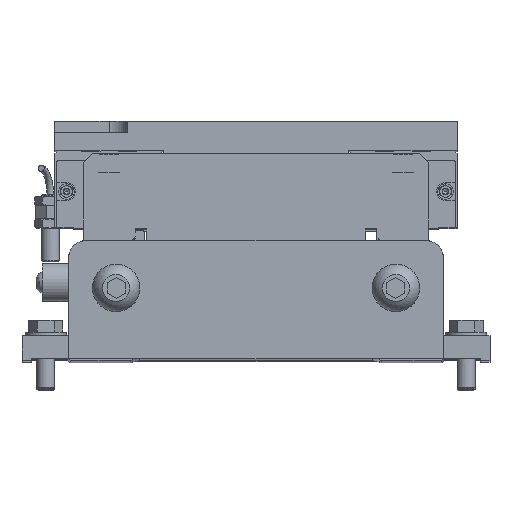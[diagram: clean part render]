
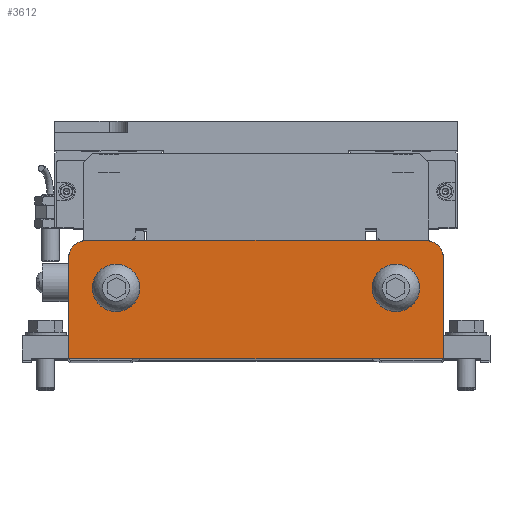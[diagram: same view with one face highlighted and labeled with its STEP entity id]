
A CAD part, top view. The second image highlights one B-rep face of the part: STEP entity #3612.
In plain terms, the highlighted planar face has unit normal (0, 0, 1).
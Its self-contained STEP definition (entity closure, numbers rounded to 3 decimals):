
#3612 = ADVANCED_FACE( '', ( #10506, #10507, #10508 ), #10509, .F. );
#10506 = FACE_BOUND( '', #21541, .T. );
#10507 = FACE_OUTER_BOUND( '', #21542, .T. );
#10508 = FACE_BOUND( '', #21543, .T. );
#10509 = PLANE( '', #21544 );
#21541 = EDGE_LOOP( '', ( #32716 ) );
#21542 = EDGE_LOOP( '', ( #32717, #32718, #32719, #32720, #32721, #32722, #32723, #32724 ) );
#21543 = EDGE_LOOP( '', ( #32725 ) );
#21544 = AXIS2_PLACEMENT_3D( '', #32726, #32727, #32728 );
#32716 = ORIENTED_EDGE( '', *, *, #62269, .F. );
#32717 = ORIENTED_EDGE( '', *, *, #62270, .F. );
#32718 = ORIENTED_EDGE( '', *, *, #62271, .F. );
#32719 = ORIENTED_EDGE( '', *, *, #62272, .F. );
#32720 = ORIENTED_EDGE( '', *, *, #62273, .F. );
#32721 = ORIENTED_EDGE( '', *, *, #62274, .F. );
#32722 = ORIENTED_EDGE( '', *, *, #62275, .F. );
#32723 = ORIENTED_EDGE( '', *, *, #62276, .F. );
#32724 = ORIENTED_EDGE( '', *, *, #62277, .F. );
#32725 = ORIENTED_EDGE( '', *, *, #62278, .F. );
#32726 = CARTESIAN_POINT( '', ( -74.9, 44.9, 337. ) );
#32727 = DIRECTION( '', ( 0., 0., -1. ) );
#32728 = DIRECTION( '', ( 0., 1., 0. ) );
#62269 = EDGE_CURVE( '', #73902, #73902, #73903, .F. );
#62270 = EDGE_CURVE( '', #73904, #73905, #73906, .T. );
#62271 = EDGE_CURVE( '', #73907, #73904, #73908, .T. );
#62272 = EDGE_CURVE( '', #73909, #73907, #73910, .T. );
#62273 = EDGE_CURVE( '', #73911, #73909, #73912, .T. );
#62274 = EDGE_CURVE( '', #73913, #73911, #73914, .T. );
#62275 = EDGE_CURVE( '', #73915, #73913, #73916, .T. );
#62276 = EDGE_CURVE( '', #73917, #73915, #73918, .T. );
#62277 = EDGE_CURVE( '', #73905, #73917, #73919, .T. );
#62278 = EDGE_CURVE( '', #73920, #73920, #73921, .F. );
#73902 = VERTEX_POINT( '', #91027 );
#73903 = CIRCLE( '', #91028, 10.5 );
#73904 = VERTEX_POINT( '', #91029 );
#73905 = VERTEX_POINT( '', #91030 );
#73906 = CIRCLE( '', #91031, 8. );
#73907 = VERTEX_POINT( '', #91032 );
#73908 = LINE( '', #91033, #91034 );
#73909 = VERTEX_POINT( '', #91035 );
#73910 = CIRCLE( '', #91036, 1. );
#73911 = VERTEX_POINT( '', #91037 );
#73912 = LINE( '', #91038, #91039 );
#73913 = VERTEX_POINT( '', #91040 );
#73914 = CIRCLE( '', #91041, 1. );
#73915 = VERTEX_POINT( '', #91042 );
#73916 = LINE( '', #91043, #91044 );
#73917 = VERTEX_POINT( '', #91045 );
#73918 = CIRCLE( '', #91046, 8. );
#73919 = LINE( '', #91047, #91048 );
#73920 = VERTEX_POINT( '', #91049 );
#73921 = CIRCLE( '', #91050, 10.5 );
#91027 = CARTESIAN_POINT( '', ( -72.4, 31.9, 337. ) );
#91028 = AXIS2_PLACEMENT_3D( '', #116291, #116292, #116293 );
#91029 = CARTESIAN_POINT( '', ( -82.9, 44.9, 337. ) );
#91030 = CARTESIAN_POINT( '', ( -74.9, 52.9, 337. ) );
#91031 = AXIS2_PLACEMENT_3D( '', #116294, #116295, #116296 );
#91032 = CARTESIAN_POINT( '', ( -82.9, 1.5, 337. ) );
#91033 = CARTESIAN_POINT( '', ( -82.9, 1.5, 337. ) );
#91034 = VECTOR( '', #116297, 1000. );
#91035 = CARTESIAN_POINT( '', ( -81.9, 0.5, 337. ) );
#91036 = AXIS2_PLACEMENT_3D( '', #116298, #116299, #116300 );
#91037 = CARTESIAN_POINT( '', ( 81.9, 0.5, 337. ) );
#91038 = CARTESIAN_POINT( '', ( 81.9, 0.5, 337. ) );
#91039 = VECTOR( '', #116301, 1000. );
#91040 = CARTESIAN_POINT( '', ( 82.9, 1.5, 337. ) );
#91041 = AXIS2_PLACEMENT_3D( '', #116302, #116303, #116304 );
#91042 = CARTESIAN_POINT( '', ( 82.9, 44.9, 337. ) );
#91043 = CARTESIAN_POINT( '', ( 82.9, 44.9, 337. ) );
#91044 = VECTOR( '', #116305, 1000. );
#91045 = CARTESIAN_POINT( '', ( 74.9, 52.9, 337. ) );
#91046 = AXIS2_PLACEMENT_3D( '', #116306, #116307, #116308 );
#91047 = CARTESIAN_POINT( '', ( -74.9, 52.9, 337. ) );
#91048 = VECTOR( '', #116309, 1000. );
#91049 = CARTESIAN_POINT( '', ( 51.4, 31.9, 337. ) );
#91050 = AXIS2_PLACEMENT_3D( '', #116310, #116311, #116312 );
#116291 = CARTESIAN_POINT( '', ( -61.9, 31.9, 337. ) );
#116292 = DIRECTION( '', ( 0., 0., -1. ) );
#116293 = DIRECTION( '', ( -1., 0., 0. ) );
#116294 = CARTESIAN_POINT( '', ( -74.9, 44.9, 337. ) );
#116295 = DIRECTION( '', ( 0., 0., -1. ) );
#116296 = DIRECTION( '', ( -1., 0., 0. ) );
#116297 = DIRECTION( '', ( 0., 1., 0. ) );
#116298 = CARTESIAN_POINT( '', ( -81.9, 1.5, 337. ) );
#116299 = DIRECTION( '', ( 0., 0., -1. ) );
#116300 = DIRECTION( '', ( 0., -1., 0. ) );
#116301 = DIRECTION( '', ( -1., 0., 0. ) );
#116302 = CARTESIAN_POINT( '', ( 81.9, 1.5, 337. ) );
#116303 = DIRECTION( '', ( 0., 0., -1. ) );
#116304 = DIRECTION( '', ( 1., 0., 0. ) );
#116305 = DIRECTION( '', ( 0., -1., 0. ) );
#116306 = CARTESIAN_POINT( '', ( 74.9, 44.9, 337. ) );
#116307 = DIRECTION( '', ( 0., 0., -1. ) );
#116308 = DIRECTION( '', ( 0., 1., 0. ) );
#116309 = DIRECTION( '', ( 1., 0., 0. ) );
#116310 = CARTESIAN_POINT( '', ( 61.9, 31.9, 337. ) );
#116311 = DIRECTION( '', ( 0., 0., -1. ) );
#116312 = DIRECTION( '', ( -1., 0., 0. ) );
